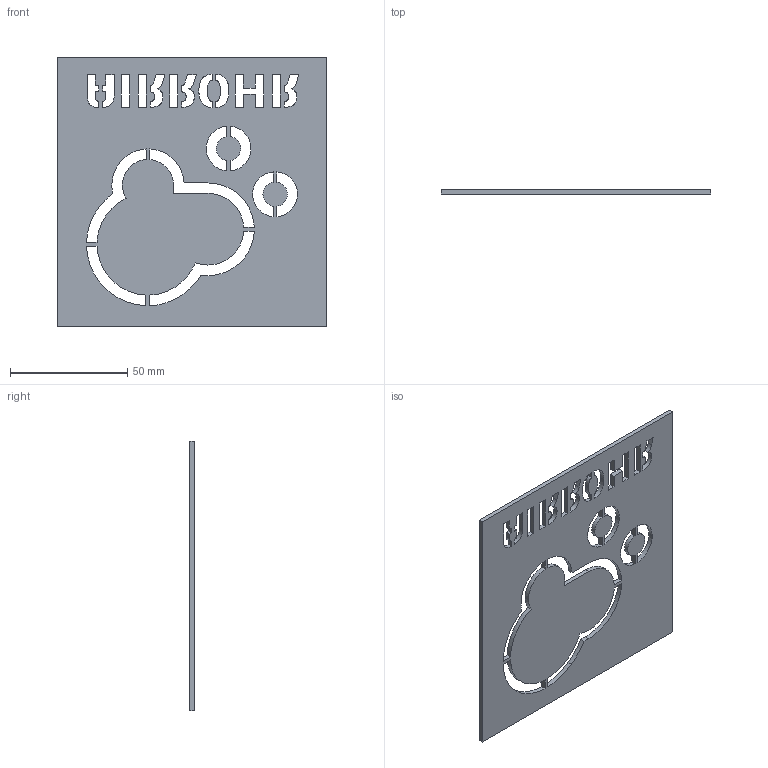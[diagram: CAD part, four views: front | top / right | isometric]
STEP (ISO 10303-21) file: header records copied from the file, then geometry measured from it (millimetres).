
FILE_DESCRIPTION (( 'STEP AP214' ), '1' );
FILE_NAME ('Airrohr-schablon.STEP', '2019-05-09T17:25:32', ( '' ), ( '' ), 'SwSTEP 2.0', 'SolidWorks 2018', '' );
FILE_SCHEMA (( 'AUTOMOTIVE_DESIGN' ));
Length unit declared in the file: millimetre
Products named in the file (1): Airrohr-schablon
Bounding box: 115 x 2 x 115 mm (x, y, z)
Volume: 22519.9 mm3; surface area: 25710.8 mm2
Topology: 1 solids, 1 shells, 149 faces, 441 edges, 294 vertices
Faces by surface type: plane 88, bspline 61
Entity records: 6883 total; most frequent: CARTESIAN_POINT 3206, ORIENTED_EDGE 882, DIRECTION 497, EDGE_CURVE 441, LINE 319, VECTOR 319, VERTEX_POINT 294, EDGE_LOOP 189
